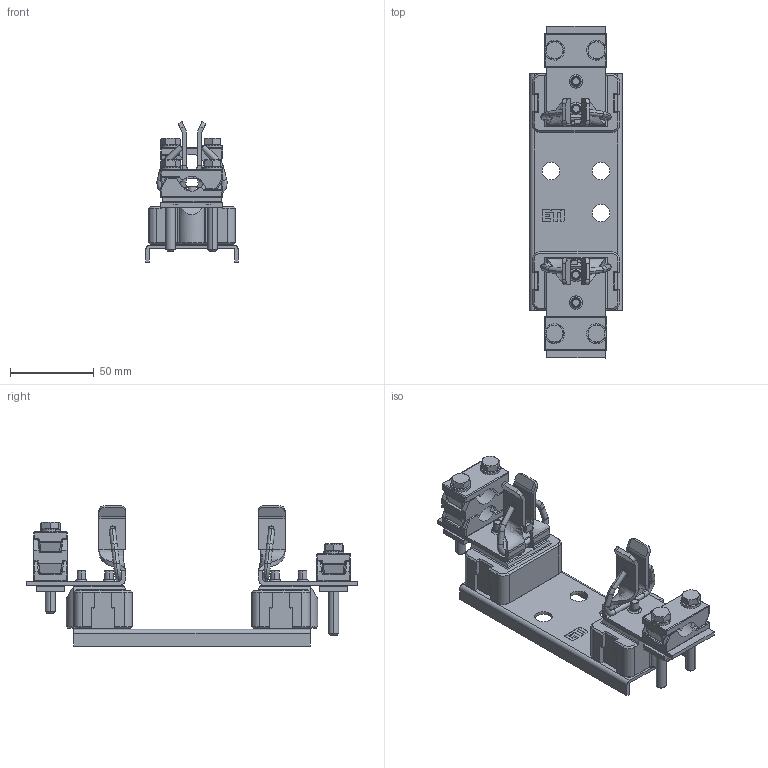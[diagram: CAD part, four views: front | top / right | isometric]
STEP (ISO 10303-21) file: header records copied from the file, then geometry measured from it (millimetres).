
FILE_DESCRIPTION((''),'2;1');
FILE_NAME('004123100_PK1_M10-M10_1P_S_ASM','2023-10-23T10:55:33',('klemen.sitar'),('Audax d.o.o.'),'CREO PARAMETRIC BY PTC INC, 2021304','CREO PARAMETRIC BY PTC INC, 2021304','');
FILE_SCHEMA(('AP242_MANAGED_MODEL_BASED_3D_ENGINEERING_MIM_LF { 1 0 10303 442 1 1 4 }'));
Length unit declared in the file: millimetre
Products named in the file (21): 0000038637_1_1; 0000038447_1_1_2_1; 0000038645_AF0_1_1_2_1; 0000038645_AF1_1_1_2_1; 0000032606_1_1; BOTTOM_1; PRT0002; 56424_L_KLEMMENUNTERTEIL_S1_P_4; K_1_1_1_1; PRT0005LLLL_1_1_1_1; 66809_FEDERRING_DIN_127-A6_1__1; 65714_SECHSKANTSCHRAUBE_M6X50_5; P1_BOT_ASM; 56424_L_KLEMMENUNTERTEIL_S1_P_5; 70217_L_DRUCKSTUECK_P12_1_1_2_1; 66809_FEDERRING_DIN_127-A6_1__3; 65714_SECHSKANTSCHRAUBE_M6X50_6; PRT0005LLLL_1_1_2_1; K_1_1_2_1; 2P1_TOP_ASM; 004123100_PK1_M10-M10_1P_S_ASM
Assembly tree (29 placements, depth 3):
  004123100_PK1_M10-M10_1P_S_ASM
    0000038637_1_1  x2
    0000038447_1_1_2_1  x2
    0000038645_AF0_1_1_2_1
    0000038645_AF1_1_1_2_1
    0000032606_1_1  x4
    BOTTOM_1
    PRT0002
    P1_BOT_ASM
      56424_L_KLEMMENUNTERTEIL_S1_P_4
      K_1_1_1_1
      PRT0005LLLL_1_1_1_1
      66809_FEDERRING_DIN_127-A6_1__1  x2
      65714_SECHSKANTSCHRAUBE_M6X50_5  x2
    2P1_TOP_ASM
      56424_L_KLEMMENUNTERTEIL_S1_P_5
      70217_L_DRUCKSTUECK_P12_1_1_2_1
      66809_FEDERRING_DIN_127-A6_1__3  x2
      65714_SECHSKANTSCHRAUBE_M6X50_6  x2
      PRT0005LLLL_1_1_2_1
      K_1_1_2_1
Bounding box: 55.02 x 198 x 83.6 mm (x, y, z)
Volume: 159993.7 mm3; surface area: 82735.5 mm2
Topology: 29 solids, 45 shells, 1292 faces, 3330 edges, 2061 vertices
Faces by surface type: plane 636, cylinder 392, bspline 118, cone 82, torus 56, sphere 8
Entity records: 57254 total; most frequent: CARTESIAN_POINT 22533, ORIENTED_EDGE 4666, DIRECTION 4297, PRESENTATION_STYLE_ASSIGNMENT 2758, STYLED_ITEM 2758, CURVE_STYLE 2345, EDGE_CURVE 2345, VERTEX_POINT 1475
